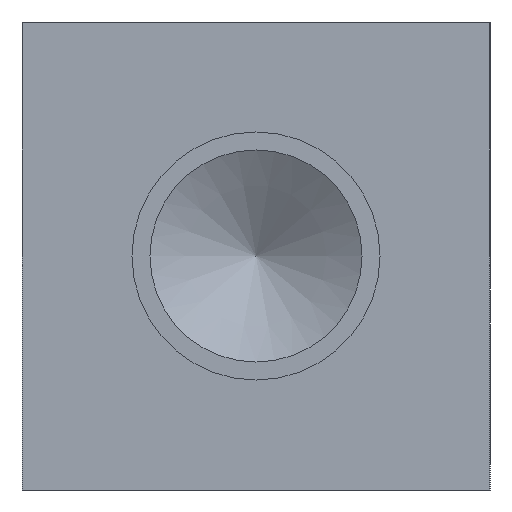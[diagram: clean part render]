
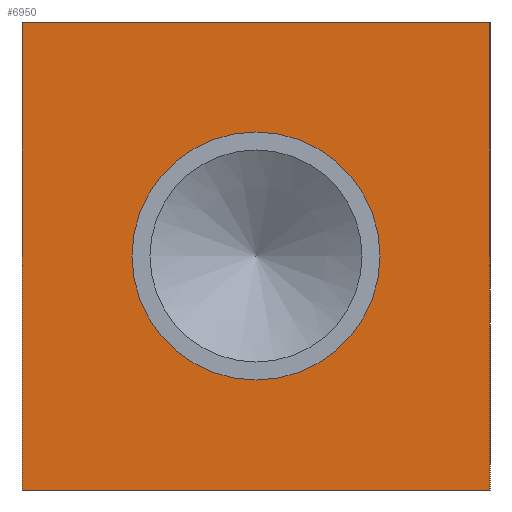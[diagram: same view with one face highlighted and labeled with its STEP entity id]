
A CAD part, left-side view. The second image highlights one B-rep face of the part: STEP entity #6950.
In plain terms, the highlighted planar face has unit normal (-1, 0, 0).
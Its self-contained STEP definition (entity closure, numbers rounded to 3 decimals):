
#102=CIRCLE('',#7264,13.462);
#103=CIRCLE('',#7265,13.462);
#144=FACE_BOUND('',#1106,.T.);
#361=PLANE('',#7267);
#713=FACE_OUTER_BOUND('',#1105,.T.);
#1105=EDGE_LOOP('',(#6148,#6149,#6150,#6151));
#1106=EDGE_LOOP('',(#6152,#6153));
#1373=LINE('',#10849,#2039);
#1779=LINE('',#11950,#2445);
#1780=LINE('',#11951,#2446);
#1781=LINE('',#11952,#2447);
#2039=VECTOR('',#7645,10.);
#2445=VECTOR('',#8529,10.);
#2446=VECTOR('',#8530,10.);
#2447=VECTOR('',#8531,10.);
#2985=VERTEX_POINT('',#10842);
#2988=VERTEX_POINT('',#10847);
#3313=VERTEX_POINT('',#11940);
#3314=VERTEX_POINT('',#11941);
#3315=VERTEX_POINT('',#11948);
#3316=VERTEX_POINT('',#11949);
#3781=EDGE_CURVE('',#2988,#2985,#1373,.T.);
#4263=EDGE_CURVE('',#3313,#3314,#102,.T.);
#4264=EDGE_CURVE('',#3314,#3313,#103,.T.);
#4267=EDGE_CURVE('',#3315,#3316,#1779,.T.);
#4268=EDGE_CURVE('',#3316,#2985,#1780,.T.);
#4269=EDGE_CURVE('',#3315,#2988,#1781,.T.);
#6148=ORIENTED_EDGE('',*,*,#4267,.T.);
#6149=ORIENTED_EDGE('',*,*,#4268,.T.);
#6150=ORIENTED_EDGE('',*,*,#3781,.F.);
#6151=ORIENTED_EDGE('',*,*,#4269,.F.);
#6152=ORIENTED_EDGE('',*,*,#4263,.T.);
#6153=ORIENTED_EDGE('',*,*,#4264,.T.);
#6950=ADVANCED_FACE('',(#713,#144),#361,.T.);
#7264=AXIS2_PLACEMENT_3D('',#11942,#8519,#8520);
#7265=AXIS2_PLACEMENT_3D('',#11943,#8521,#8522);
#7267=AXIS2_PLACEMENT_3D('',#11947,#8527,#8528);
#7645=DIRECTION('',(0.,-1.,0.));
#8519=DIRECTION('center_axis',(1.,0.,0.));
#8520=DIRECTION('ref_axis',(0.,1.,0.));
#8521=DIRECTION('center_axis',(1.,0.,0.));
#8522=DIRECTION('ref_axis',(0.,1.,0.));
#8527=DIRECTION('center_axis',(-1.,0.,0.));
#8528=DIRECTION('ref_axis',(0.,-1.,0.));
#8529=DIRECTION('',(0.,-1.,0.));
#8530=DIRECTION('',(0.,0.,1.));
#8531=DIRECTION('',(0.,0.,1.));
#10842=CARTESIAN_POINT('',(0.,0.,50.8));
#10847=CARTESIAN_POINT('',(0.,50.8,50.8));
#10849=CARTESIAN_POINT('',(0.,50.8,50.8));
#11940=CARTESIAN_POINT('',(0.,38.862,25.4));
#11941=CARTESIAN_POINT('',(0.,11.938,25.4));
#11942=CARTESIAN_POINT('Origin',(0.,25.4,25.4));
#11943=CARTESIAN_POINT('Origin',(0.,25.4,25.4));
#11947=CARTESIAN_POINT('Origin',(0.,50.8,0.));
#11948=CARTESIAN_POINT('',(0.,50.8,0.));
#11949=CARTESIAN_POINT('',(0.,0.,0.));
#11950=CARTESIAN_POINT('',(0.,50.8,0.));
#11951=CARTESIAN_POINT('',(0.,0.,0.));
#11952=CARTESIAN_POINT('',(0.,50.8,0.));
